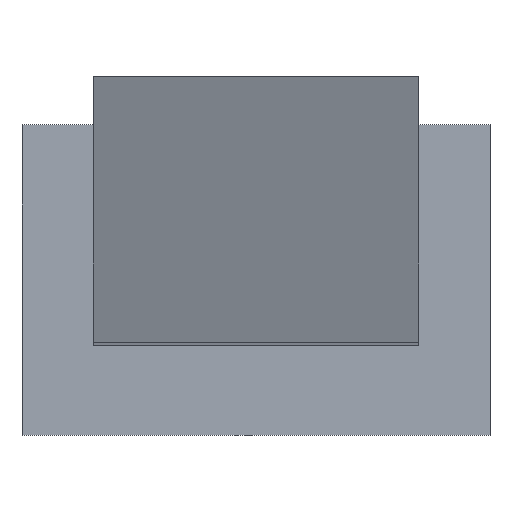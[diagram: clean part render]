
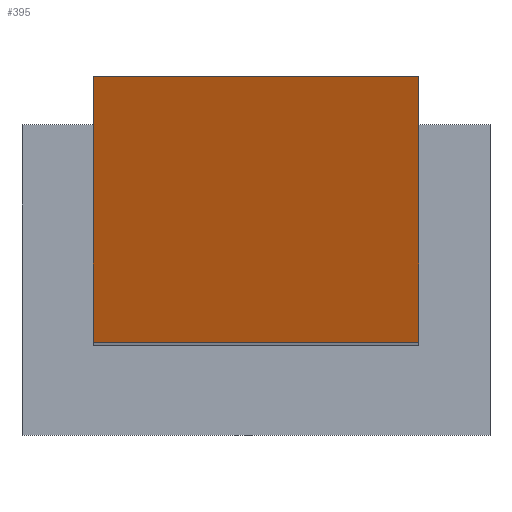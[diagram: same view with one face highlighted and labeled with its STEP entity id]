
A CAD part, top view. The second image highlights one B-rep face of the part: STEP entity #395.
In plain terms, the highlighted planar face has unit normal (0, -0.342, 0.94).
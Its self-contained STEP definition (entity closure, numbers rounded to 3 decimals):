
#50=ORIENTED_EDGE('',*,*,#156,.T.);
#51=ORIENTED_EDGE('',*,*,#145,.F.);
#52=ORIENTED_EDGE('',*,*,#157,.F.);
#53=ORIENTED_EDGE('',*,*,#154,.T.);
#145=EDGE_CURVE('',#199,#196,#233,.T.);
#154=EDGE_CURVE('',#207,#206,#242,.T.);
#156=EDGE_CURVE('',#206,#196,#244,.T.);
#157=EDGE_CURVE('',#207,#199,#245,.T.);
#196=VERTEX_POINT('',#595);
#199=VERTEX_POINT('',#600);
#206=VERTEX_POINT('',#619);
#207=VERTEX_POINT('',#621);
#233=LINE('',#601,#283);
#242=LINE('',#620,#292);
#244=LINE('',#624,#294);
#245=LINE('',#625,#295);
#283=VECTOR('',#481,1000.);
#292=VECTOR('',#496,1000.);
#294=VECTOR('',#500,1000.);
#295=VECTOR('',#501,1000.);
#324=EDGE_LOOP('',(#50,#51,#52,#53));
#350=FACE_BOUND('',#324,.T.);
#374=PLANE('',#433);
#395=ADVANCED_FACE('',(#350),#374,.F.);
#433=AXIS2_PLACEMENT_3D('',#623,#498,#499);
#481=DIRECTION('',(-1.,0.,0.));
#496=DIRECTION('',(-1.,0.,0.));
#498=DIRECTION('',(0.,0.342,-0.94));
#499=DIRECTION('',(0.,0.94,0.342));
#500=DIRECTION('',(0.,-0.94,-0.342));
#501=DIRECTION('',(0.,-0.94,-0.342));
#595=CARTESIAN_POINT('',(0.,-30.,800.72));
#600=CARTESIAN_POINT('',(150.,-30.,800.72));
#601=CARTESIAN_POINT('',(150.,-30.,800.72));
#619=CARTESIAN_POINT('',(0.,92.25,845.215));
#620=CARTESIAN_POINT('',(150.,92.25,845.215));
#621=CARTESIAN_POINT('',(150.,92.25,845.215));
#623=CARTESIAN_POINT('',(150.,-30.,800.72));
#624=CARTESIAN_POINT('',(0.,-30.,800.72));
#625=CARTESIAN_POINT('',(150.,-30.,800.72));
